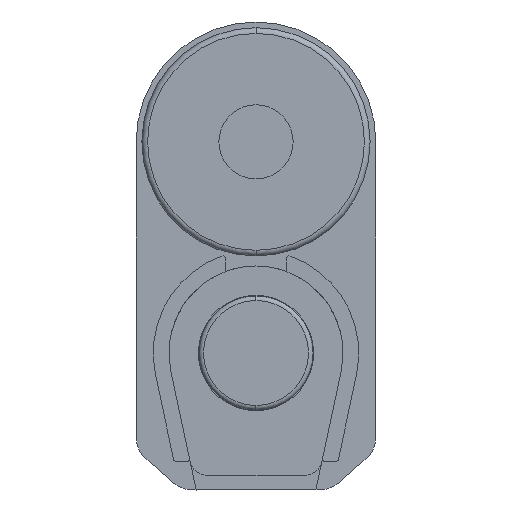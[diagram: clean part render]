
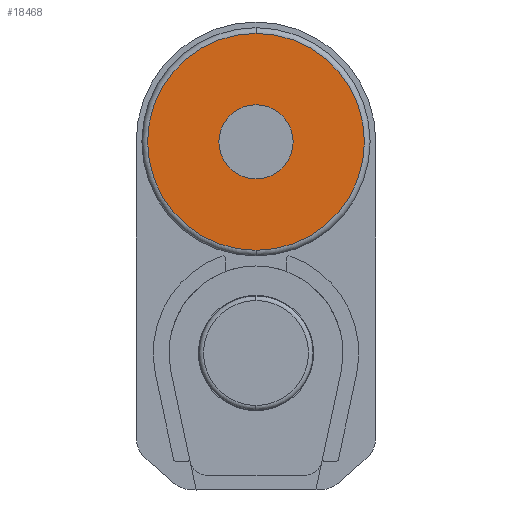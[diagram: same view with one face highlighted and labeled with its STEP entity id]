
A CAD part, front view. The second image highlights one B-rep face of the part: STEP entity #18468.
In plain terms, the highlighted planar face has unit normal (0, -1, 0).
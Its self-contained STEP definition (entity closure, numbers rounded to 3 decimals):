
#1694 = CARTESIAN_POINT ( 'NONE',  ( 0., -79., 0. ) ) ;
#2712 = CARTESIAN_POINT ( 'NONE',  ( 0., -79., 20. ) ) ;
#3014 = VERTEX_POINT ( 'NONE', #13246 ) ;
#4717 = DIRECTION ( 'NONE',  ( 0., 0., -1. ) ) ;
#4874 = CARTESIAN_POINT ( 'NONE',  ( 0., -79., 1. ) ) ;
#6664 = EDGE_CURVE ( 'NONE', #11343, #8166, #12348, .T. ) ;
#6830 = CARTESIAN_POINT ( 'NONE',  ( 0., -79., 20. ) ) ;
#6914 = DIRECTION ( 'NONE',  ( 0., 0., -1. ) ) ;
#6977 = DIRECTION ( 'NONE',  ( 0., -1., 0. ) ) ;
#7814 = AXIS2_PLACEMENT_3D ( 'NONE', #13613, #9767, #4717 ) ;
#8166 = VERTEX_POINT ( 'NONE', #22210 ) ;
#9015 = EDGE_LOOP ( 'NONE', ( #21370, #14383 ) ) ;
#9343 = EDGE_CURVE ( 'NONE', #10473, #3014, #9777, .T. ) ;
#9767 = DIRECTION ( 'NONE',  ( 0., -1., 0. ) ) ;
#9777 = CIRCLE ( 'NONE', #10449, 19. ) ;
#10359 = EDGE_CURVE ( 'NONE', #3014, #10473, #13030, .T. ) ;
#10449 = AXIS2_PLACEMENT_3D ( 'NONE', #14213, #12588, #14292 ) ;
#10473 = VERTEX_POINT ( 'NONE', #4874 ) ;
#10659 = DIRECTION ( 'NONE',  ( 0., 0., -1. ) ) ;
#11343 = VERTEX_POINT ( 'NONE', #16545 ) ;
#11600 = FACE_OUTER_BOUND ( 'NONE', #9015, .T. ) ;
#11872 = FACE_BOUND ( 'NONE', #18335, .T. ) ;
#12143 = DIRECTION ( 'NONE',  ( 0., -1., 0. ) ) ;
#12348 = CIRCLE ( 'NONE', #22188, 6.5 ) ;
#12588 = DIRECTION ( 'NONE',  ( 0., -1., 0. ) ) ;
#13030 = CIRCLE ( 'NONE', #7814, 19. ) ;
#13246 = CARTESIAN_POINT ( 'NONE',  ( 0., -79., 39. ) ) ;
#13309 = DIRECTION ( 'NONE',  ( 0., 0., -1. ) ) ;
#13568 = AXIS2_PLACEMENT_3D ( 'NONE', #6830, #12143, #6914 ) ;
#13613 = CARTESIAN_POINT ( 'NONE',  ( 0., -79., 20. ) ) ;
#14079 = ORIENTED_EDGE ( 'NONE', *, *, #15061, .F. ) ;
#14213 = CARTESIAN_POINT ( 'NONE',  ( 0., -79., 20. ) ) ;
#14292 = DIRECTION ( 'NONE',  ( 0., 0., -1. ) ) ;
#14383 = ORIENTED_EDGE ( 'NONE', *, *, #10359, .T. ) ;
#15061 = EDGE_CURVE ( 'NONE', #8166, #11343, #22028, .T. ) ;
#16545 = CARTESIAN_POINT ( 'NONE',  ( 0., -79., 13.5 ) ) ;
#17311 = ORIENTED_EDGE ( 'NONE', *, *, #6664, .F. ) ;
#18200 = AXIS2_PLACEMENT_3D ( 'NONE', #1694, #6977, #10659 ) ;
#18335 = EDGE_LOOP ( 'NONE', ( #14079, #17311 ) ) ;
#18468 = ADVANCED_FACE ( 'NONE', ( #11872, #11600 ), #22010, .T. ) ;
#21370 = ORIENTED_EDGE ( 'NONE', *, *, #9343, .T. ) ;
#21815 = DIRECTION ( 'NONE',  ( 0., -1., 0. ) ) ;
#22010 = PLANE ( 'NONE',  #18200 ) ;
#22028 = CIRCLE ( 'NONE', #13568, 6.5 ) ;
#22188 = AXIS2_PLACEMENT_3D ( 'NONE', #2712, #21815, #13309 ) ;
#22210 = CARTESIAN_POINT ( 'NONE',  ( 0., -79., 26.5 ) ) ;
